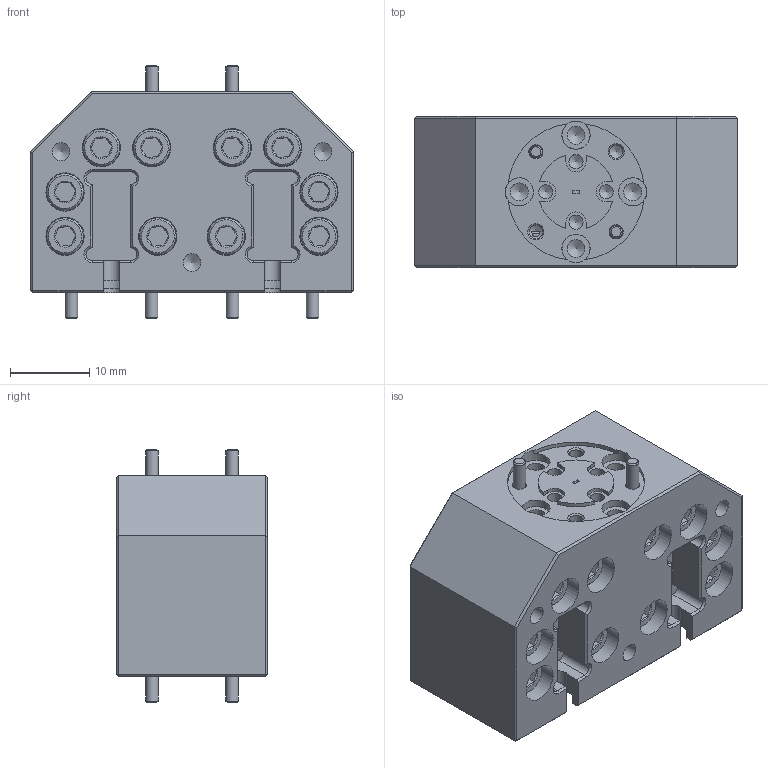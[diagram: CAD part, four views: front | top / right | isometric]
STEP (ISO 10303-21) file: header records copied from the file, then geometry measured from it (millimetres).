
FILE_DESCRIPTION (( 'STEP AP203' ), '1' );
FILE_NAME ('DMWP-03-121-IA1, DF.STEP', '2025-04-17T16:49:11', ( '' ), ( '' ), 'SwSTEP 2.0', 'SolidWorks 2021', '' );
FILE_SCHEMA (( 'CONFIG_CONTROL_DESIGN' ));
Length unit declared in the file: inch
Products named in the file (1): DMWP-03-121-IA1, DF
Bounding box: 40.64 x 19.05 x 31.84 mm (x, y, z)
Volume: 16152.4 mm3; surface area: 7920.4 mm2
Topology: 17 solids, 17 shells, 563 faces, 1244 edges, 746 vertices
Faces by surface type: plane 255, cone 158, cylinder 142, bspline 8
Full cylindrical faces by diameter (mm): 1.562 x6, 1.587 x3, 1.588 x3, 1.638 x6, 1.778 x12, 2.261 x14, 2.845 x10, 3.556 x8, 4.648 x10, 4.826 x10
Entity records: 15245 total; most frequent: CARTESIAN_POINT 3726, DIRECTION 2464, ORIENTED_EDGE 2048, EDGE_CURVE 1024, AXIS2_PLACEMENT_3D 976, EDGE_LOOP 770, VERTEX_POINT 690, FACE_OUTER_BOUND 645
